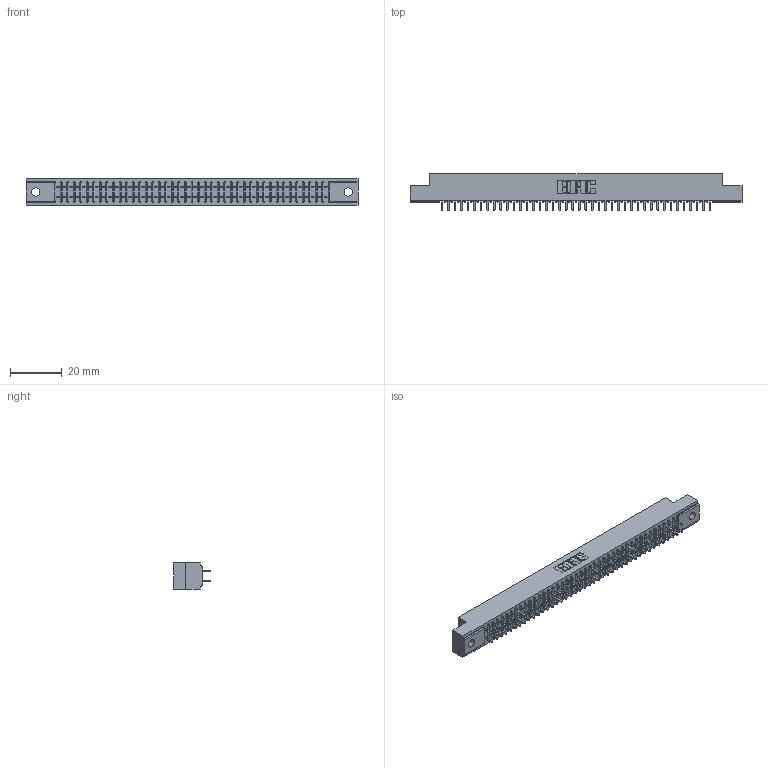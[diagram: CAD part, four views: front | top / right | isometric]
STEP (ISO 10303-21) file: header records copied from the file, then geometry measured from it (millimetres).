
FILE_DESCRIPTION (( 'STEP AP203' ), '1' );
FILE_NAME ('391-084-520-202.STEP', '2018-08-09T16:13:17', ( '' ), ( '' ), 'SwSTEP 2.0', 'SolidWorks 2016', '' );
FILE_SCHEMA (( 'CONFIG_CONTROL_DESIGN' ));
Length unit declared in the file: inch
Products named in the file (3): 341 Part_.128 (3.25) Dia Mounting Holes; 341-292-001_341-292-120; 391-084-520-202
Assembly tree (85 placements, depth 2):
  391-084-520-202
    341 Part_.128 (3.25) Dia Mounting Holes
    341-292-001_341-292-120  x84
Bounding box: 128.91 x 14.27 x 10.16 mm (x, y, z)
Volume: 9482.1 mm3; surface area: 16502.3 mm2
Topology: 85 solids, 85 shells, 5660 faces, 16402 edges, 10622 vertices
Faces by surface type: plane 3428, cylinder 2064, sphere 86, torus 82
Entity records: 50831 total; most frequent: CARTESIAN_POINT 8450, ORIENTED_EDGE 8396, DIRECTION 8200, EDGE_CURVE 4198, VECTOR 3392, LINE 3392, VERTEX_POINT 2654, AXIS2_PLACEMENT_3D 2404
